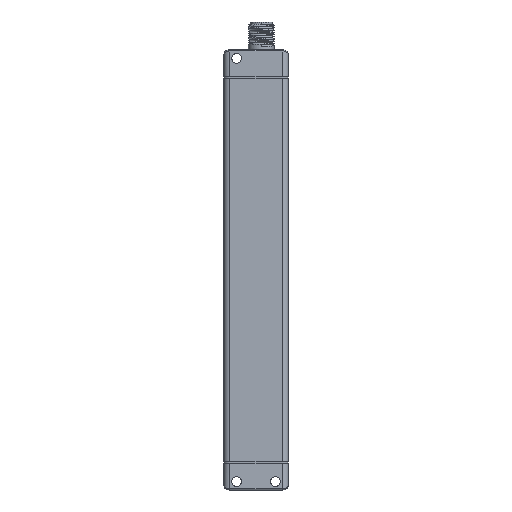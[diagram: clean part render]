
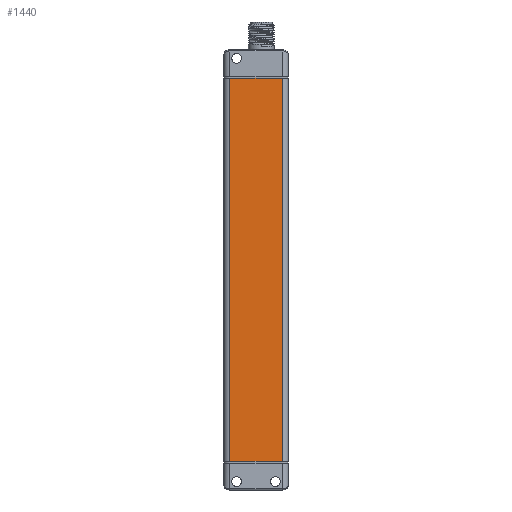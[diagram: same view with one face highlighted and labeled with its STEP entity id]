
A CAD part, front view. The second image highlights one B-rep face of the part: STEP entity #1440.
In plain terms, the highlighted face is planar.
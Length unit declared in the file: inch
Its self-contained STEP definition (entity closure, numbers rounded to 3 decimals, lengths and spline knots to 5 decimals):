
#42=DIRECTION('',(1.,0.,0.));
#43=VECTOR('',#42,0.96);
#44=CARTESIAN_POINT('',(0.11,0.,0.));
#45=LINE('',#44,#43);
#223=DIRECTION('',(1.,0.,0.));
#224=VECTOR('',#223,0.96);
#225=CARTESIAN_POINT('',(0.11,7.,0.));
#226=LINE('',#225,#224);
#404=DIRECTION('',(0.,-1.,0.));
#405=VECTOR('',#404,7.);
#406=CARTESIAN_POINT('',(1.07,7.,0.));
#407=LINE('',#406,#405);
#413=DIRECTION('',(0.,-1.,0.));
#414=VECTOR('',#413,7.);
#415=CARTESIAN_POINT('',(0.11,7.,0.));
#416=LINE('',#415,#414);
#757=CARTESIAN_POINT('',(0.11,7.,0.));
#758=CARTESIAN_POINT('',(0.11,0.,0.));
#759=VERTEX_POINT('',#757);
#760=VERTEX_POINT('',#758);
#769=CARTESIAN_POINT('',(1.07,0.,0.));
#770=VERTEX_POINT('',#769);
#771=CARTESIAN_POINT('',(1.07,7.,0.));
#772=VERTEX_POINT('',#771);
#1428=CARTESIAN_POINT('',(0.,0.,0.));
#1429=DIRECTION('',(0.,0.,1.));
#1430=DIRECTION('',(1.,0.,0.));
#1431=AXIS2_PLACEMENT_3D('',#1428,#1429,#1430);
#1432=PLANE('',#1431);
#1434=ORIENTED_EDGE('',*,*,#1433,.F.);
#1435=ORIENTED_EDGE('',*,*,#1238,.T.);
#1436=ORIENTED_EDGE('',*,*,#1422,.T.);
#1437=ORIENTED_EDGE('',*,*,#1022,.F.);
#1438=EDGE_LOOP('',(#1434,#1435,#1436,#1437));
#1439=FACE_OUTER_BOUND('',#1438,.F.);
#1440=ADVANCED_FACE('',(#1439),#1432,.T.);
#1022=EDGE_CURVE('',#760,#770,#45,.T.);
#1238=EDGE_CURVE('',#759,#772,#226,.T.);
#1422=EDGE_CURVE('',#772,#770,#407,.T.);
#1433=EDGE_CURVE('',#759,#760,#416,.T.);
